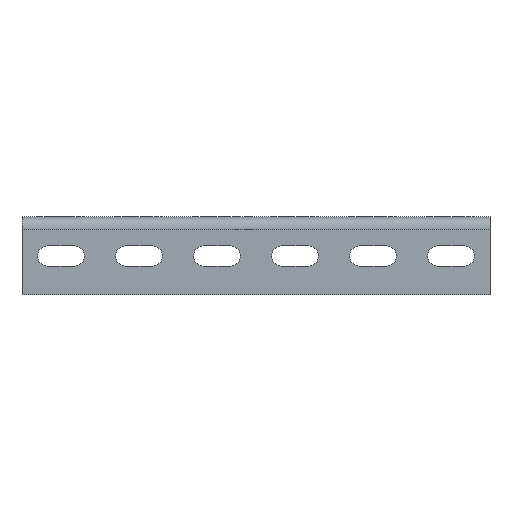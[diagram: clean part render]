
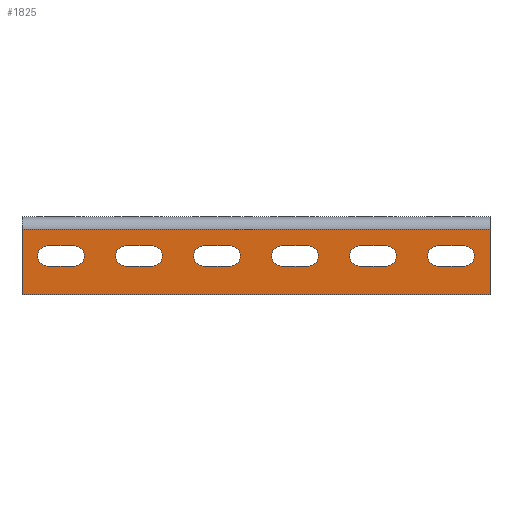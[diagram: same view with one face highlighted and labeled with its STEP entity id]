
A CAD part, left-side view. The second image highlights one B-rep face of the part: STEP entity #1825.
In plain terms, the highlighted planar face has unit normal (-1, 0, 0).
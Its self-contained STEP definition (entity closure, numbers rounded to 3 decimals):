
#321=DIRECTION('',(0.,-1.,0.));
#322=VECTOR('',#321,300.);
#323=CARTESIAN_POINT('',(-27.5,150.,17.));
#324=LINE('',#323,#322);
#325=DIRECTION('',(0.,1.,0.));
#326=VECTOR('',#325,300.);
#327=CARTESIAN_POINT('',(-27.5,-150.,-25.));
#328=LINE('',#327,#326);
#329=DIRECTION('',(0.,1.,0.));
#330=VECTOR('',#329,17.);
#331=CARTESIAN_POINT('',(-27.5,116.5,6.5));
#332=LINE('',#331,#330);
#333=CARTESIAN_POINT('',(-27.5,133.5,0.));
#334=DIRECTION('',(1.,0.,0.));
#335=DIRECTION('',(0.,0.,-1.));
#336=AXIS2_PLACEMENT_3D('',#333,#334,#335);
#338=DIRECTION('',(0.,-1.,0.));
#339=VECTOR('',#338,17.);
#340=CARTESIAN_POINT('',(-27.5,133.5,-6.5));
#341=LINE('',#340,#339);
#342=CARTESIAN_POINT('',(-27.5,116.5,0.));
#343=DIRECTION('',(1.,0.,0.));
#344=DIRECTION('',(0.,0.,1.));
#345=AXIS2_PLACEMENT_3D('',#342,#343,#344);
#347=DIRECTION('',(0.,1.,0.));
#348=VECTOR('',#347,17.);
#349=CARTESIAN_POINT('',(-27.5,66.5,6.5));
#350=LINE('',#349,#348);
#351=CARTESIAN_POINT('',(-27.5,83.5,0.));
#352=DIRECTION('',(1.,0.,0.));
#353=DIRECTION('',(0.,0.,-1.));
#354=AXIS2_PLACEMENT_3D('',#351,#352,#353);
#356=DIRECTION('',(0.,-1.,0.));
#357=VECTOR('',#356,17.);
#358=CARTESIAN_POINT('',(-27.5,83.5,-6.5));
#359=LINE('',#358,#357);
#360=CARTESIAN_POINT('',(-27.5,66.5,0.));
#361=DIRECTION('',(1.,0.,0.));
#362=DIRECTION('',(0.,0.,1.));
#363=AXIS2_PLACEMENT_3D('',#360,#361,#362);
#365=DIRECTION('',(0.,1.,0.));
#366=VECTOR('',#365,17.);
#367=CARTESIAN_POINT('',(-27.5,16.5,6.5));
#368=LINE('',#367,#366);
#369=CARTESIAN_POINT('',(-27.5,33.5,0.));
#370=DIRECTION('',(1.,0.,0.));
#371=DIRECTION('',(0.,0.,-1.));
#372=AXIS2_PLACEMENT_3D('',#369,#370,#371);
#374=DIRECTION('',(0.,-1.,0.));
#375=VECTOR('',#374,17.);
#376=CARTESIAN_POINT('',(-27.5,33.5,-6.5));
#377=LINE('',#376,#375);
#378=CARTESIAN_POINT('',(-27.5,16.5,0.));
#379=DIRECTION('',(1.,0.,0.));
#380=DIRECTION('',(0.,0.,1.));
#381=AXIS2_PLACEMENT_3D('',#378,#379,#380);
#383=DIRECTION('',(0.,1.,0.));
#384=VECTOR('',#383,17.);
#385=CARTESIAN_POINT('',(-27.5,-33.5,6.5));
#386=LINE('',#385,#384);
#387=CARTESIAN_POINT('',(-27.5,-16.5,0.));
#388=DIRECTION('',(1.,0.,0.));
#389=DIRECTION('',(0.,0.,-1.));
#390=AXIS2_PLACEMENT_3D('',#387,#388,#389);
#392=DIRECTION('',(0.,-1.,0.));
#393=VECTOR('',#392,17.);
#394=CARTESIAN_POINT('',(-27.5,-16.5,-6.5));
#395=LINE('',#394,#393);
#396=CARTESIAN_POINT('',(-27.5,-33.5,0.));
#397=DIRECTION('',(1.,0.,0.));
#398=DIRECTION('',(0.,0.,1.));
#399=AXIS2_PLACEMENT_3D('',#396,#397,#398);
#401=DIRECTION('',(0.,1.,0.));
#402=VECTOR('',#401,17.);
#403=CARTESIAN_POINT('',(-27.5,-83.5,6.5));
#404=LINE('',#403,#402);
#405=CARTESIAN_POINT('',(-27.5,-66.5,0.));
#406=DIRECTION('',(1.,0.,0.));
#407=DIRECTION('',(0.,0.,-1.));
#408=AXIS2_PLACEMENT_3D('',#405,#406,#407);
#410=DIRECTION('',(0.,-1.,0.));
#411=VECTOR('',#410,17.);
#412=CARTESIAN_POINT('',(-27.5,-66.5,-6.5));
#413=LINE('',#412,#411);
#414=CARTESIAN_POINT('',(-27.5,-83.5,0.));
#415=DIRECTION('',(1.,0.,0.));
#416=DIRECTION('',(0.,0.,1.));
#417=AXIS2_PLACEMENT_3D('',#414,#415,#416);
#419=DIRECTION('',(0.,1.,0.));
#420=VECTOR('',#419,17.);
#421=CARTESIAN_POINT('',(-27.5,-133.5,6.5));
#422=LINE('',#421,#420);
#423=CARTESIAN_POINT('',(-27.5,-116.5,0.));
#424=DIRECTION('',(1.,0.,0.));
#425=DIRECTION('',(0.,0.,-1.));
#426=AXIS2_PLACEMENT_3D('',#423,#424,#425);
#428=DIRECTION('',(0.,-1.,0.));
#429=VECTOR('',#428,17.);
#430=CARTESIAN_POINT('',(-27.5,-116.5,-6.5));
#431=LINE('',#430,#429);
#432=CARTESIAN_POINT('',(-27.5,-133.5,0.));
#433=DIRECTION('',(1.,0.,0.));
#434=DIRECTION('',(0.,0.,1.));
#435=AXIS2_PLACEMENT_3D('',#432,#433,#434);
#445=DIRECTION('',(0.,0.,1.));
#446=VECTOR('',#445,42.);
#447=CARTESIAN_POINT('',(-27.5,-150.,-25.));
#448=LINE('',#447,#446);
#579=DIRECTION('',(0.,0.,1.));
#580=VECTOR('',#579,42.);
#581=CARTESIAN_POINT('',(-27.5,150.,-25.));
#582=LINE('',#581,#580);
#1121=CARTESIAN_POINT('',(-27.5,-150.,-25.));
#1122=CARTESIAN_POINT('',(-27.5,150.,-25.));
#1123=VERTEX_POINT('',#1121);
#1124=VERTEX_POINT('',#1122);
#1145=CARTESIAN_POINT('',(-27.5,150.,17.));
#1146=CARTESIAN_POINT('',(-27.5,-150.,17.));
#1147=VERTEX_POINT('',#1145);
#1148=VERTEX_POINT('',#1146);
#1185=CARTESIAN_POINT('',(-27.5,116.5,6.5));
#1186=CARTESIAN_POINT('',(-27.5,133.5,6.5));
#1187=VERTEX_POINT('',#1185);
#1188=VERTEX_POINT('',#1186);
#1189=CARTESIAN_POINT('',(-27.5,133.5,-6.5));
#1190=VERTEX_POINT('',#1189);
#1191=CARTESIAN_POINT('',(-27.5,116.5,-6.5));
#1192=VERTEX_POINT('',#1191);
#1297=CARTESIAN_POINT('',(-27.5,66.5,6.5));
#1298=CARTESIAN_POINT('',(-27.5,83.5,6.5));
#1299=VERTEX_POINT('',#1297);
#1300=VERTEX_POINT('',#1298);
#1301=CARTESIAN_POINT('',(-27.5,83.5,-6.5));
#1302=VERTEX_POINT('',#1301);
#1303=CARTESIAN_POINT('',(-27.5,66.5,-6.5));
#1304=VERTEX_POINT('',#1303);
#1329=CARTESIAN_POINT('',(-27.5,16.5,6.5));
#1330=CARTESIAN_POINT('',(-27.5,33.5,6.5));
#1331=VERTEX_POINT('',#1329);
#1332=VERTEX_POINT('',#1330);
#1333=CARTESIAN_POINT('',(-27.5,33.5,-6.5));
#1334=VERTEX_POINT('',#1333);
#1335=CARTESIAN_POINT('',(-27.5,16.5,-6.5));
#1336=VERTEX_POINT('',#1335);
#1361=CARTESIAN_POINT('',(-27.5,-33.5,6.5));
#1362=CARTESIAN_POINT('',(-27.5,-16.5,6.5));
#1363=VERTEX_POINT('',#1361);
#1364=VERTEX_POINT('',#1362);
#1365=CARTESIAN_POINT('',(-27.5,-16.5,-6.5));
#1366=VERTEX_POINT('',#1365);
#1367=CARTESIAN_POINT('',(-27.5,-33.5,-6.5));
#1368=VERTEX_POINT('',#1367);
#1393=CARTESIAN_POINT('',(-27.5,-83.5,6.5));
#1394=CARTESIAN_POINT('',(-27.5,-66.5,6.5));
#1395=VERTEX_POINT('',#1393);
#1396=VERTEX_POINT('',#1394);
#1397=CARTESIAN_POINT('',(-27.5,-66.5,-6.5));
#1398=VERTEX_POINT('',#1397);
#1399=CARTESIAN_POINT('',(-27.5,-83.5,-6.5));
#1400=VERTEX_POINT('',#1399);
#1425=CARTESIAN_POINT('',(-27.5,-133.5,6.5));
#1426=CARTESIAN_POINT('',(-27.5,-116.5,6.5));
#1427=VERTEX_POINT('',#1425);
#1428=VERTEX_POINT('',#1426);
#1429=CARTESIAN_POINT('',(-27.5,-116.5,-6.5));
#1430=VERTEX_POINT('',#1429);
#1431=CARTESIAN_POINT('',(-27.5,-133.5,-6.5));
#1432=VERTEX_POINT('',#1431);
#1751=CARTESIAN_POINT('',(-27.5,-150.,-25.));
#1752=DIRECTION('',(-1.,0.,0.));
#1753=DIRECTION('',(0.,0.,1.));
#1754=AXIS2_PLACEMENT_3D('',#1751,#1752,#1753);
#1755=PLANE('',#1754);
#1756=ORIENTED_EDGE('',*,*,#1742,.T.);
#1758=ORIENTED_EDGE('',*,*,#1757,.F.);
#1760=ORIENTED_EDGE('',*,*,#1759,.T.);
#1762=ORIENTED_EDGE('',*,*,#1761,.T.);
#1763=EDGE_LOOP('',(#1756,#1758,#1760,#1762));
#1764=FACE_OUTER_BOUND('',#1763,.F.);
#1766=ORIENTED_EDGE('',*,*,#1765,.T.);
#1768=ORIENTED_EDGE('',*,*,#1767,.F.);
#1770=ORIENTED_EDGE('',*,*,#1769,.T.);
#1772=ORIENTED_EDGE('',*,*,#1771,.F.);
#1773=EDGE_LOOP('',(#1766,#1768,#1770,#1772));
#1774=FACE_BOUND('',#1773,.F.);
#1776=ORIENTED_EDGE('',*,*,#1775,.T.);
#1778=ORIENTED_EDGE('',*,*,#1777,.F.);
#1780=ORIENTED_EDGE('',*,*,#1779,.T.);
#1782=ORIENTED_EDGE('',*,*,#1781,.F.);
#1783=EDGE_LOOP('',(#1776,#1778,#1780,#1782));
#1784=FACE_BOUND('',#1783,.F.);
#1786=ORIENTED_EDGE('',*,*,#1785,.T.);
#1788=ORIENTED_EDGE('',*,*,#1787,.F.);
#1790=ORIENTED_EDGE('',*,*,#1789,.T.);
#1792=ORIENTED_EDGE('',*,*,#1791,.F.);
#1793=EDGE_LOOP('',(#1786,#1788,#1790,#1792));
#1794=FACE_BOUND('',#1793,.F.);
#1796=ORIENTED_EDGE('',*,*,#1795,.T.);
#1798=ORIENTED_EDGE('',*,*,#1797,.F.);
#1800=ORIENTED_EDGE('',*,*,#1799,.T.);
#1802=ORIENTED_EDGE('',*,*,#1801,.F.);
#1803=EDGE_LOOP('',(#1796,#1798,#1800,#1802));
#1804=FACE_BOUND('',#1803,.F.);
#1806=ORIENTED_EDGE('',*,*,#1805,.T.);
#1808=ORIENTED_EDGE('',*,*,#1807,.F.);
#1810=ORIENTED_EDGE('',*,*,#1809,.T.);
#1812=ORIENTED_EDGE('',*,*,#1811,.F.);
#1813=EDGE_LOOP('',(#1806,#1808,#1810,#1812));
#1814=FACE_BOUND('',#1813,.F.);
#1816=ORIENTED_EDGE('',*,*,#1815,.T.);
#1818=ORIENTED_EDGE('',*,*,#1817,.F.);
#1820=ORIENTED_EDGE('',*,*,#1819,.T.);
#1822=ORIENTED_EDGE('',*,*,#1821,.F.);
#1823=EDGE_LOOP('',(#1816,#1818,#1820,#1822));
#1824=FACE_BOUND('',#1823,.F.);
#1825=ADVANCED_FACE('',(#1764,#1774,#1784,#1794,#1804,#1814,#1824),#1755,.T.);
#337=CIRCLE('',#336,6.5);
#346=CIRCLE('',#345,6.5);
#355=CIRCLE('',#354,6.5);
#364=CIRCLE('',#363,6.5);
#373=CIRCLE('',#372,6.5);
#382=CIRCLE('',#381,6.5);
#391=CIRCLE('',#390,6.5);
#400=CIRCLE('',#399,6.5);
#409=CIRCLE('',#408,6.5);
#418=CIRCLE('',#417,6.5);
#427=CIRCLE('',#426,6.5);
#436=CIRCLE('',#435,6.5);
#1742=EDGE_CURVE('',#1147,#1148,#324,.T.);
#1757=EDGE_CURVE('',#1123,#1148,#448,.T.);
#1759=EDGE_CURVE('',#1123,#1124,#328,.T.);
#1761=EDGE_CURVE('',#1124,#1147,#582,.T.);
#1765=EDGE_CURVE('',#1187,#1188,#332,.T.);
#1767=EDGE_CURVE('',#1190,#1188,#337,.T.);
#1769=EDGE_CURVE('',#1190,#1192,#341,.T.);
#1771=EDGE_CURVE('',#1187,#1192,#346,.T.);
#1775=EDGE_CURVE('',#1299,#1300,#350,.T.);
#1777=EDGE_CURVE('',#1302,#1300,#355,.T.);
#1779=EDGE_CURVE('',#1302,#1304,#359,.T.);
#1781=EDGE_CURVE('',#1299,#1304,#364,.T.);
#1785=EDGE_CURVE('',#1331,#1332,#368,.T.);
#1787=EDGE_CURVE('',#1334,#1332,#373,.T.);
#1789=EDGE_CURVE('',#1334,#1336,#377,.T.);
#1791=EDGE_CURVE('',#1331,#1336,#382,.T.);
#1795=EDGE_CURVE('',#1363,#1364,#386,.T.);
#1797=EDGE_CURVE('',#1366,#1364,#391,.T.);
#1799=EDGE_CURVE('',#1366,#1368,#395,.T.);
#1801=EDGE_CURVE('',#1363,#1368,#400,.T.);
#1805=EDGE_CURVE('',#1395,#1396,#404,.T.);
#1807=EDGE_CURVE('',#1398,#1396,#409,.T.);
#1809=EDGE_CURVE('',#1398,#1400,#413,.T.);
#1811=EDGE_CURVE('',#1395,#1400,#418,.T.);
#1815=EDGE_CURVE('',#1427,#1428,#422,.T.);
#1817=EDGE_CURVE('',#1430,#1428,#427,.T.);
#1819=EDGE_CURVE('',#1430,#1432,#431,.T.);
#1821=EDGE_CURVE('',#1427,#1432,#436,.T.);
